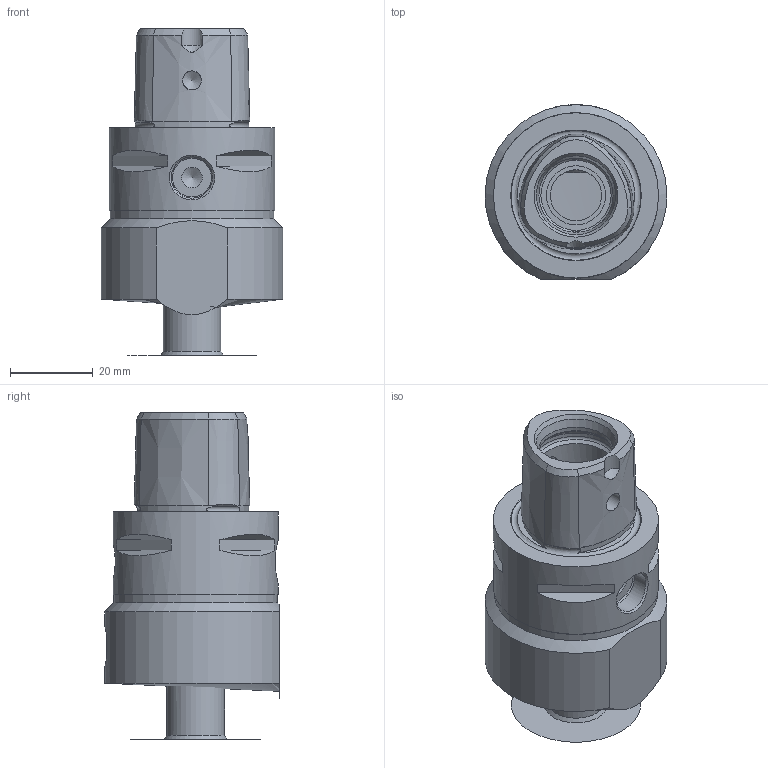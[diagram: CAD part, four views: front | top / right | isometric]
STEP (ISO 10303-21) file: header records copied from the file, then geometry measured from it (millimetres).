
FILE_DESCRIPTION(/* description */ (''),/* implementation_level */ '2;1');
FILE_NAME(/* name */ '04_14_6.stp',/* time_stamp */ '2022-05-30T16:34:43+02:00',/* author */ ('cad'),/* organization */ (''),/* preprocessor_version */ 'ST-DEVELOPER v18.1',/* originating_system */ 'Autodesk Inventor 2021',/* authorisation */ '');
FILE_SCHEMA (('AUTOMOTIVE_DESIGN { 1 0 10303 214 3 1 1 }'));
Length unit declared in the file: inch
Products named in the file (1): 04_14_6_Shrinkwrap_1
Bounding box: 43.98 x 42.24 x 79 mm (x, y, z)
Volume: 70239.1 mm3; surface area: 15501.7 mm2
Topology: 1 solids, 1 shells, 109 faces, 294 edges, 198 vertices
Faces by surface type: cylinder 36, plane 36, cone 33, torus 3, bspline 1
Full cylindrical faces by diameter (mm): 4.6 x2, 5 x1, 9 x1, 10 x1, 10.106 x1, 12.376 x1, 14 x1, 14.3 x1, 14.6 x1, 18 x2, 20 x1, 39.6 x1, 40 x1
Entity records: 4112 total; most frequent: CARTESIAN_POINT 1207, ORIENTED_EDGE 582, DIRECTION 574, EDGE_CURVE 291, AXIS2_PLACEMENT_3D 244, VERTEX_POINT 199, EDGE_LOOP 128, CIRCLE 127
